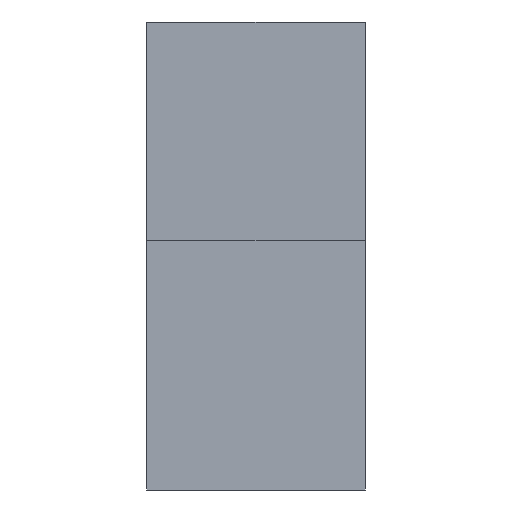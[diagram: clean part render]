
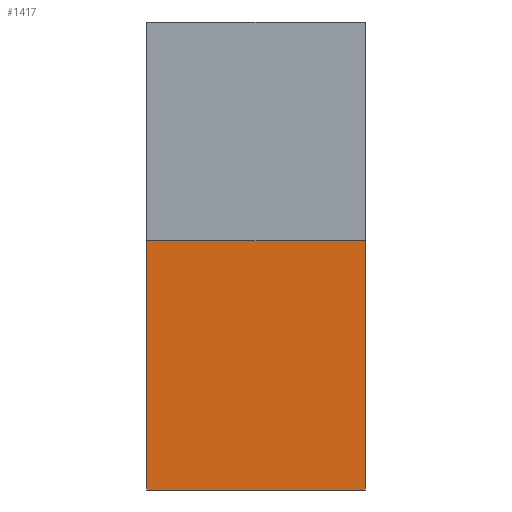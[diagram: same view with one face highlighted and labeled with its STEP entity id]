
A CAD part, front view. The second image highlights one B-rep face of the part: STEP entity #1417.
In plain terms, the highlighted planar face has unit normal (0, -1, 0).
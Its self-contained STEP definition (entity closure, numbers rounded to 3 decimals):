
#41 = DIRECTION ( 'NONE',  ( 0., 0., 1. ) ) ;
#108 = VECTOR ( 'NONE', #41, 1000. ) ;
#240 = ORIENTED_EDGE ( 'NONE', *, *, #1826, .T. ) ;
#342 = ORIENTED_EDGE ( 'NONE', *, *, #1223, .F. ) ;
#382 = VECTOR ( 'NONE', #1301, 1000. ) ;
#549 = CARTESIAN_POINT ( 'NONE',  ( 2.54, -1.25, -5.81 ) ) ;
#578 = LINE ( 'NONE', #549, #2007 ) ;
#613 = ORIENTED_EDGE ( 'NONE', *, *, #1725, .T. ) ;
#707 = CARTESIAN_POINT ( 'NONE',  ( -2.54, -1.25, 0. ) ) ;
#787 = DIRECTION ( 'NONE',  ( 1., 0., 0. ) ) ;
#808 = VERTEX_POINT ( 'NONE', #1652 ) ;
#1078 = LINE ( 'NONE', #2038, #1361 ) ;
#1201 = PLANE ( 'NONE',  #2161 ) ;
#1223 = EDGE_CURVE ( 'NONE', #2042, #1899, #1078, .T. ) ;
#1243 = DIRECTION ( 'NONE',  ( 1., 0., 0. ) ) ;
#1301 = DIRECTION ( 'NONE',  ( 0., 0., 1. ) ) ;
#1361 = VECTOR ( 'NONE', #787, 1000. ) ;
#1402 = CARTESIAN_POINT ( 'NONE',  ( -2.54, -1.25, -5.81 ) ) ;
#1417 = ADVANCED_FACE ( 'NONE', ( #2122 ), #1201, .T. ) ;
#1446 = ORIENTED_EDGE ( 'NONE', *, *, #1706, .F. ) ;
#1485 = CARTESIAN_POINT ( 'NONE',  ( 2.54, -1.25, -5.81 ) ) ;
#1490 = LINE ( 'NONE', #1402, #108 ) ;
#1652 = CARTESIAN_POINT ( 'NONE',  ( 2.54, -1.25, -5.81 ) ) ;
#1706 = EDGE_CURVE ( 'NONE', #2029, #2042, #1490, .T. ) ;
#1725 = EDGE_CURVE ( 'NONE', #2029, #808, #578, .T. ) ;
#1726 = EDGE_LOOP ( 'NONE', ( #342, #1446, #613, #240 ) ) ;
#1750 = LINE ( 'NONE', #1485, #382 ) ;
#1784 = CARTESIAN_POINT ( 'NONE',  ( 2.54, -1.25, -5.81 ) ) ;
#1826 = EDGE_CURVE ( 'NONE', #808, #1899, #1750, .T. ) ;
#1858 = CARTESIAN_POINT ( 'NONE',  ( -2.54, -1.25, -5.81 ) ) ;
#1899 = VERTEX_POINT ( 'NONE', #2012 ) ;
#1997 = DIRECTION ( 'NONE',  ( 1., 0., 0. ) ) ;
#2007 = VECTOR ( 'NONE', #1997, 1000. ) ;
#2012 = CARTESIAN_POINT ( 'NONE',  ( 2.54, -1.25, 0. ) ) ;
#2029 = VERTEX_POINT ( 'NONE', #1858 ) ;
#2038 = CARTESIAN_POINT ( 'NONE',  ( 2.54, -1.25, 0. ) ) ;
#2042 = VERTEX_POINT ( 'NONE', #707 ) ;
#2122 = FACE_OUTER_BOUND ( 'NONE', #1726, .T. ) ;
#2161 = AXIS2_PLACEMENT_3D ( 'NONE', #1784, #2326, #1243 ) ;
#2326 = DIRECTION ( 'NONE',  ( 0., -1., 0. ) ) ;
